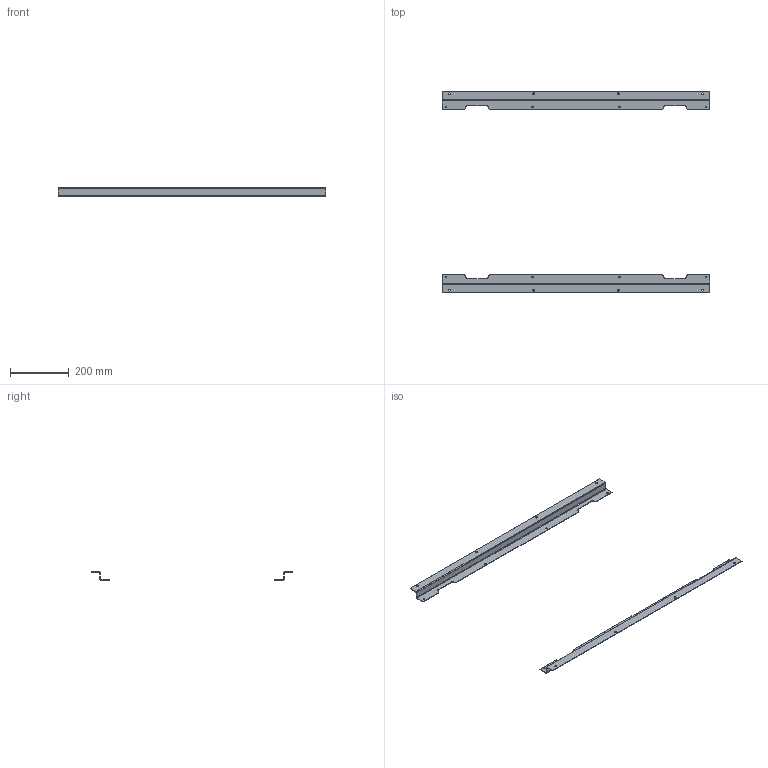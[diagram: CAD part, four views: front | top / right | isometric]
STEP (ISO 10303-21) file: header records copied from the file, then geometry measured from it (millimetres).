
FILE_DESCRIPTION (( 'STEP AP203' ), '1' );
FILE_NAME ('SCE-ELFM36H.step', '2021-02-09T22:15:41', ( 'ADC123' ), ( 'Microsoft' ), 'SwSTEP 2.0', 'SolidWorks 2019', '' );
FILE_SCHEMA (( 'CONFIG_CONTROL_DESIGN' ));
Length unit declared in the file: inch
Products named in the file (1): SCE-ELFM36H
Bounding box: 910.59 x 685.8 x 27.25 mm (x, y, z)
Volume: 286752.6 mm3; surface area: 309351.7 mm2
Topology: 2 solids, 2 shells, 84 faces, 240 edges, 160 vertices
Faces by surface type: cylinder 48, plane 36
Full cylindrical faces by diameter (mm): 5.537 x8, 7.137 x8
Entity records: 2841 total; most frequent: DIRECTION 490, CARTESIAN_POINT 469, ORIENTED_EDGE 448, EDGE_CURVE 224, AXIS2_PLACEMENT_3D 181, VERTEX_POINT 160, EDGE_LOOP 132, LINE 128
